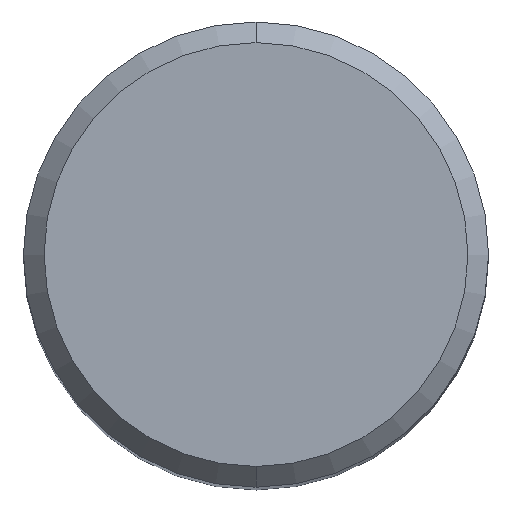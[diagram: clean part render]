
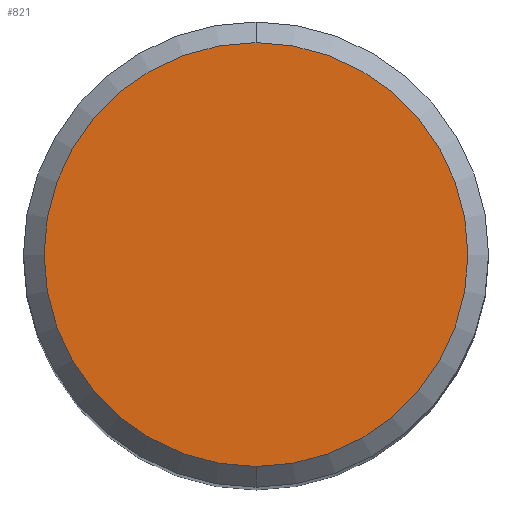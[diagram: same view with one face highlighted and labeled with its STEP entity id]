
A CAD part, top view. The second image highlights one B-rep face of the part: STEP entity #821.
In plain terms, the highlighted planar face has unit normal (0, 0, 1).
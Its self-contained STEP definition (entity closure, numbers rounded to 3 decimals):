
#353=VERTEX_POINT('',#927);
#571=VERTEX_POINT('',#1161);
#599=EDGE_CURVE('',#353,#571,#1192,.T.);
#643=EDGE_CURVE('',#571,#353,#1243,.T.);
#821=ADVANCED_FACE('',(#1436),#1437,.T.);
#927=CARTESIAN_POINT('',(0.,-8.2,0.0));
#1161=CARTESIAN_POINT('',(0.0,8.2,0.0));
#1192=CIRCLE('',#3764,8.2);
#1243=CIRCLE('',#7067,8.2);
#1436=FACE_OUTER_BOUND('',#7812,.T.);
#1437=PLANE('',#7813);
#3764=AXIS2_PLACEMENT_3D('',#8172,#8173,#8174);
#7067=AXIS2_PLACEMENT_3D('',#8244,#8245,#8246);
#7812=EDGE_LOOP('',(#8435,#8436));
#7813=AXIS2_PLACEMENT_3D('',#8437,#8438,#8439);
#8172=CARTESIAN_POINT('',(0.0,0.0,0.0));
#8173=DIRECTION('',(0.0,0.0,-1.0));
#8174=DIRECTION('',(0.0,1.0,0.0));
#8244=CARTESIAN_POINT('',(0.0,0.0,0.0));
#8245=DIRECTION('',(0.0,0.0,-1.0));
#8246=DIRECTION('',(0.0,1.0,0.0));
#8435=ORIENTED_EDGE('',*,*,#643,.F.);
#8436=ORIENTED_EDGE('',*,*,#599,.F.);
#8437=CARTESIAN_POINT('',(0.0,4.1,0.0));
#8438=DIRECTION('',(-0.0,0.0,1.0));
#8439=DIRECTION('',(0.0,-1.0,0.0));
